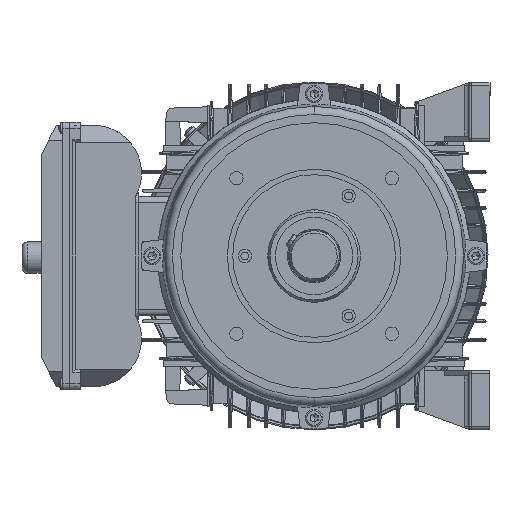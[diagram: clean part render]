
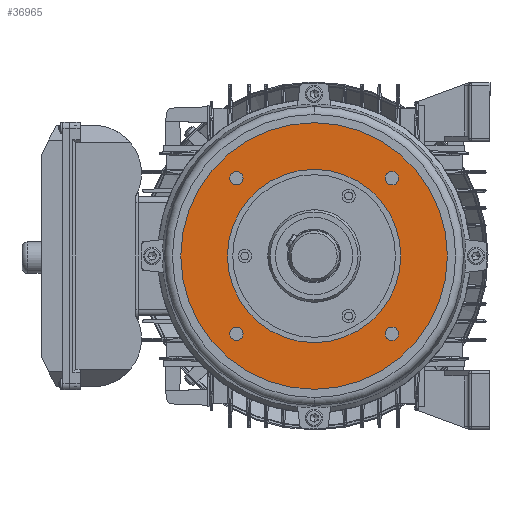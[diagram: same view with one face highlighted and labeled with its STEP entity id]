
A CAD part, left-side view. The second image highlights one B-rep face of the part: STEP entity #36965.
In plain terms, the highlighted planar face has unit normal (-1, 0, 0).
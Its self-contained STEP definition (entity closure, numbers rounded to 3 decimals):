
#4728 = FACE_BOUND ( 'NONE', #14460, .T. ) ;
#9347 = AXIS2_PLACEMENT_3D ( 'NONE', #170677, #151322, #131951 ) ;
#9650 = FACE_BOUND ( 'NONE', #138926, .T. ) ;
#9864 = CIRCLE ( 'NONE', #45483, 5. ) ;
#12564 = DIRECTION ( 'NONE',  ( 0., 0., -1. ) ) ;
#13788 = DIRECTION ( 'NONE',  ( 1., 0., 0. ) ) ;
#14323 = CARTESIAN_POINT ( 'NONE',  ( 3.5, 58.336, 63.336 ) ) ;
#14460 = EDGE_LOOP ( 'NONE', ( #16471, #145677 ) ) ;
#14546 = AXIS2_PLACEMENT_3D ( 'NONE', #96822, #77371, #57978 ) ;
#16471 = ORIENTED_EDGE ( 'NONE', *, *, #38512, .T. ) ;
#19405 = FACE_BOUND ( 'NONE', #90399, .T. ) ;
#20873 = CIRCLE ( 'NONE', #90946, 65. ) ;
#24346 = FACE_BOUND ( 'NONE', #128400, .T. ) ;
#24693 = ORIENTED_EDGE ( 'NONE', *, *, #153192, .T. ) ;
#26465 = ORIENTED_EDGE ( 'NONE', *, *, #29659, .T. ) ;
#28268 = EDGE_LOOP ( 'NONE', ( #95407, #114831 ) ) ;
#29659 = EDGE_CURVE ( 'NONE', #47157, #96838, #32188, .T. ) ;
#30102 = CIRCLE ( 'NONE', #9347, 5. ) ;
#31976 = DIRECTION ( 'NONE',  ( 1., 0., 0. ) ) ;
#32188 = CIRCLE ( 'NONE', #123794, 5. ) ;
#33174 = CARTESIAN_POINT ( 'NONE',  ( 3.5, -58.336, 58.336 ) ) ;
#34086 = FACE_BOUND ( 'NONE', #28268, .T. ) ;
#36389 = EDGE_LOOP ( 'NONE', ( #58964, #138431 ) ) ;
#36965 = ADVANCED_FACE ( 'NONE', ( #4728, #9650, #19405, #24346, #34086, #43858 ), #155057, .F. ) ;
#38512 = EDGE_CURVE ( 'NONE', #94124, #111595, #112862, .T. ) ;
#41611 = AXIS2_PLACEMENT_3D ( 'NONE', #33174, #13788, #183770 ) ;
#43123 = ORIENTED_EDGE ( 'NONE', *, *, #68871, .T. ) ;
#43858 = FACE_OUTER_BOUND ( 'NONE', #36389, .T. ) ;
#45181 = CARTESIAN_POINT ( 'NONE',  ( 3.5, 58.336, -63.336 ) ) ;
#45483 = AXIS2_PLACEMENT_3D ( 'NONE', #51324, #31976, #12564 ) ;
#45806 = AXIS2_PLACEMENT_3D ( 'NONE', #178327, #100774, #81348 ) ;
#46105 = CARTESIAN_POINT ( 'NONE',  ( 3.5, 0., 100. ) ) ;
#47157 = VERTEX_POINT ( 'NONE', #111527 ) ;
#47576 = DIRECTION ( 'NONE',  ( 0., 0., -1. ) ) ;
#50717 = EDGE_CURVE ( 'NONE', #87372, #169441, #20873, .T. ) ;
#51259 = CARTESIAN_POINT ( 'NONE',  ( 3.5, 0., 65. ) ) ;
#51324 = CARTESIAN_POINT ( 'NONE',  ( 3.5, -58.336, 58.336 ) ) ;
#54435 = DIRECTION ( 'NONE',  ( 0., 0., 1. ) ) ;
#57978 = DIRECTION ( 'NONE',  ( 0., 0., -1. ) ) ;
#58964 = ORIENTED_EDGE ( 'NONE', *, *, #121184, .T. ) ;
#64330 = VERTEX_POINT ( 'NONE', #174619 ) ;
#66957 = DIRECTION ( 'NONE',  ( 1., 0., 0. ) ) ;
#68871 = EDGE_CURVE ( 'NONE', #96838, #47157, #152678, .T. ) ;
#73820 = DIRECTION ( 'NONE',  ( -1., 0., 0. ) ) ;
#76990 = ORIENTED_EDGE ( 'NONE', *, *, #154535, .T. ) ;
#77371 = DIRECTION ( 'NONE',  ( 1., 0., 0. ) ) ;
#79561 = AXIS2_PLACEMENT_3D ( 'NONE', #86337, #66957, #47576 ) ;
#79673 = EDGE_CURVE ( 'NONE', #174987, #122957, #107704, .T. ) ;
#80523 = DIRECTION ( 'NONE',  ( 0., 0., 1. ) ) ;
#81348 = DIRECTION ( 'NONE',  ( 0., 0., -1. ) ) ;
#81817 = CARTESIAN_POINT ( 'NONE',  ( 3.5, -58.336, 53.336 ) ) ;
#84392 = DIRECTION ( 'NONE',  ( 0., 0., 1. ) ) ;
#86337 = CARTESIAN_POINT ( 'NONE',  ( 3.5, 58.336, 58.336 ) ) ;
#87189 = DIRECTION ( 'NONE',  ( 0., 0., -1. ) ) ;
#87372 = VERTEX_POINT ( 'NONE', #140998 ) ;
#88082 = EDGE_CURVE ( 'NONE', #97261, #64330, #187928, .T. ) ;
#90399 = EDGE_LOOP ( 'NONE', ( #43123, #26465 ) ) ;
#90946 = AXIS2_PLACEMENT_3D ( 'NONE', #131218, #111776, #92340 ) ;
#92311 = AXIS2_PLACEMENT_3D ( 'NONE', #93245, #73820, #54435 ) ;
#92340 = DIRECTION ( 'NONE',  ( 0., 0., 1. ) ) ;
#93245 = CARTESIAN_POINT ( 'NONE',  ( 3.5, 0., 0. ) ) ;
#94124 = VERTEX_POINT ( 'NONE', #81817 ) ;
#95407 = ORIENTED_EDGE ( 'NONE', *, *, #111918, .F. ) ;
#96822 = CARTESIAN_POINT ( 'NONE',  ( 3.5, 65., 0. ) ) ;
#96838 = VERTEX_POINT ( 'NONE', #45181 ) ;
#97261 = VERTEX_POINT ( 'NONE', #111061 ) ;
#99948 = DIRECTION ( 'NONE',  ( -1., 0., 0. ) ) ;
#100695 = EDGE_CURVE ( 'NONE', #111595, #94124, #9864, .T. ) ;
#100774 = DIRECTION ( 'NONE',  ( 1., 0., 0. ) ) ;
#103819 = DIRECTION ( 'NONE',  ( -1., 0., 0. ) ) ;
#103875 = CARTESIAN_POINT ( 'NONE',  ( 3.5, 0., -100. ) ) ;
#106606 = DIRECTION ( 'NONE',  ( 1., 0., 0. ) ) ;
#107704 = CIRCLE ( 'NONE', #79561, 5. ) ;
#107713 = AXIS2_PLACEMENT_3D ( 'NONE', #119356, #99948, #80523 ) ;
#108375 = VERTEX_POINT ( 'NONE', #46105 ) ;
#111061 = CARTESIAN_POINT ( 'NONE',  ( 3.5, -58.336, -63.336 ) ) ;
#111527 = CARTESIAN_POINT ( 'NONE',  ( 3.5, 58.336, -53.336 ) ) ;
#111595 = VERTEX_POINT ( 'NONE', #153809 ) ;
#111776 = DIRECTION ( 'NONE',  ( -1., 0., 0. ) ) ;
#111918 = EDGE_CURVE ( 'NONE', #169441, #87372, #138838, .T. ) ;
#112862 = CIRCLE ( 'NONE', #41611, 5. ) ;
#113243 = DIRECTION ( 'NONE',  ( 0., 0., -1. ) ) ;
#114652 = AXIS2_PLACEMENT_3D ( 'NONE', #152069, #132712, #113243 ) ;
#114831 = ORIENTED_EDGE ( 'NONE', *, *, #50717, .F. ) ;
#116658 = CIRCLE ( 'NONE', #147074, 100. ) ;
#116674 = CIRCLE ( 'NONE', #45806, 5. ) ;
#119356 = CARTESIAN_POINT ( 'NONE',  ( 3.5, 0., 0. ) ) ;
#121184 = EDGE_CURVE ( 'NONE', #108375, #144340, #116658, .T. ) ;
#122493 = ORIENTED_EDGE ( 'NONE', *, *, #88082, .T. ) ;
#122957 = VERTEX_POINT ( 'NONE', #144818 ) ;
#123794 = AXIS2_PLACEMENT_3D ( 'NONE', #126034, #106606, #87189 ) ;
#126034 = CARTESIAN_POINT ( 'NONE',  ( 3.5, 58.336, -58.336 ) ) ;
#128400 = EDGE_LOOP ( 'NONE', ( #76990, #180483 ) ) ;
#131218 = CARTESIAN_POINT ( 'NONE',  ( 3.5, 0., 0. ) ) ;
#131951 = DIRECTION ( 'NONE',  ( 0., 0., -1. ) ) ;
#132712 = DIRECTION ( 'NONE',  ( 1., 0., 0. ) ) ;
#138431 = ORIENTED_EDGE ( 'NONE', *, *, #182065, .T. ) ;
#138838 = CIRCLE ( 'NONE', #107713, 65. ) ;
#138926 = EDGE_LOOP ( 'NONE', ( #122493, #24693 ) ) ;
#140998 = CARTESIAN_POINT ( 'NONE',  ( 3.5, 0., -65. ) ) ;
#142657 = CARTESIAN_POINT ( 'NONE',  ( 3.5, 0., 0. ) ) ;
#144340 = VERTEX_POINT ( 'NONE', #103875 ) ;
#144818 = CARTESIAN_POINT ( 'NONE',  ( 3.5, 58.336, 53.336 ) ) ;
#145218 = DIRECTION ( 'NONE',  ( 0., 0., -1. ) ) ;
#145677 = ORIENTED_EDGE ( 'NONE', *, *, #100695, .T. ) ;
#147074 = AXIS2_PLACEMENT_3D ( 'NONE', #142657, #103819, #84392 ) ;
#151322 = DIRECTION ( 'NONE',  ( 1., 0., 0. ) ) ;
#152069 = CARTESIAN_POINT ( 'NONE',  ( 3.5, 58.336, -58.336 ) ) ;
#152678 = CIRCLE ( 'NONE', #114652, 5. ) ;
#153192 = EDGE_CURVE ( 'NONE', #64330, #97261, #116674, .T. ) ;
#153809 = CARTESIAN_POINT ( 'NONE',  ( 3.5, -58.336, 63.336 ) ) ;
#154535 = EDGE_CURVE ( 'NONE', #122957, #174987, #30102, .T. ) ;
#155057 = PLANE ( 'NONE',  #14546 ) ;
#161525 = AXIS2_PLACEMENT_3D ( 'NONE', #183955, #164559, #145218 ) ;
#164435 = CIRCLE ( 'NONE', #92311, 100. ) ;
#164559 = DIRECTION ( 'NONE',  ( 1., 0., 0. ) ) ;
#169441 = VERTEX_POINT ( 'NONE', #51259 ) ;
#170677 = CARTESIAN_POINT ( 'NONE',  ( 3.5, 58.336, 58.336 ) ) ;
#174619 = CARTESIAN_POINT ( 'NONE',  ( 3.5, -58.336, -53.336 ) ) ;
#174987 = VERTEX_POINT ( 'NONE', #14323 ) ;
#178327 = CARTESIAN_POINT ( 'NONE',  ( 3.5, -58.336, -58.336 ) ) ;
#180483 = ORIENTED_EDGE ( 'NONE', *, *, #79673, .T. ) ;
#182065 = EDGE_CURVE ( 'NONE', #144340, #108375, #164435, .T. ) ;
#183770 = DIRECTION ( 'NONE',  ( 0., 0., -1. ) ) ;
#183955 = CARTESIAN_POINT ( 'NONE',  ( 3.5, -58.336, -58.336 ) ) ;
#187928 = CIRCLE ( 'NONE', #161525, 5. ) ;
